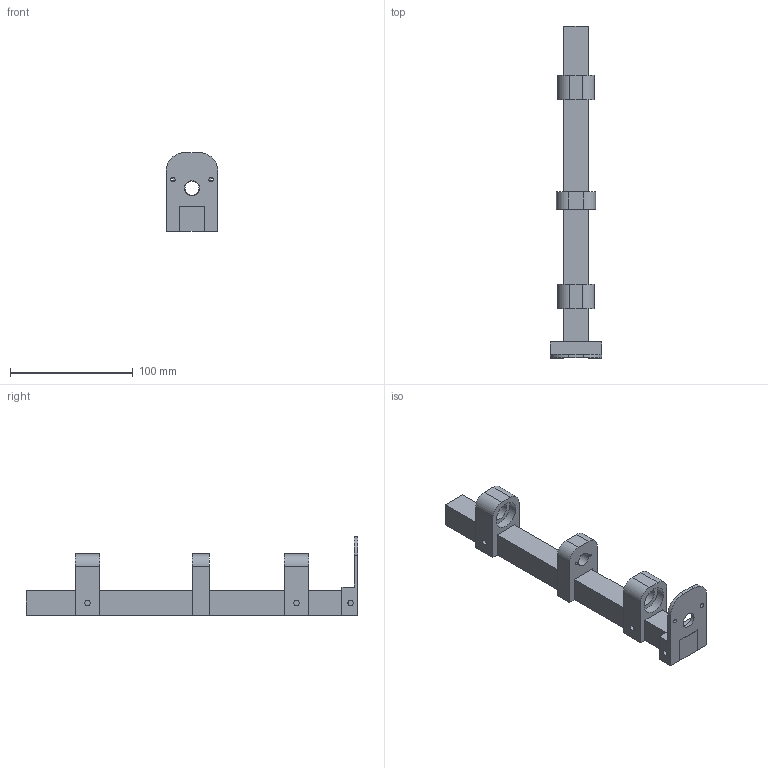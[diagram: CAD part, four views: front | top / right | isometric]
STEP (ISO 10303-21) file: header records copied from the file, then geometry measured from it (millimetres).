
FILE_DESCRIPTION(/* description */ (''),/* implementation_level */ '2;1');
FILE_NAME(/* name */ '809a7fba-8cf4-4d0b-a3d7-fea8769df171.stp',/* time_stamp */ '2018-10-09T08:43:56+00:00',/* author */ (''),/* organization */ (''),/* preprocessor_version */ 'ST-DEVELOPER v17.2',/* originating_system */ 'Autodesk Translation Framework v7.6.0.251',/* authorisation */ '');
FILE_SCHEMA (('AUTOMOTIVE_DESIGN { 1 0 10303 214 3 1 1 }'));
Length unit declared in the file: millimetre
Products named in the file (1): linAct01
Bounding box: 42 x 270 x 64 mm (x, y, z)
Volume: 161966.9 mm3; surface area: 48611.9 mm2
Topology: 5 solids, 5 shells, 78 faces, 192 edges, 128 vertices
Faces by surface type: plane 52, cylinder 26
Full cylindrical faces by diameter (mm): 2.1 x2, 3.5 x2, 4.5 x6, 11.5 x1, 12.5 x1, 15 x2, 22.3 x4
Entity records: 2407 total; most frequent: DIRECTION 402, CARTESIAN_POINT 399, ORIENTED_EDGE 384, EDGE_CURVE 192, LINE 140, VECTOR 140, AXIS2_PLACEMENT_3D 131, VERTEX_POINT 128
